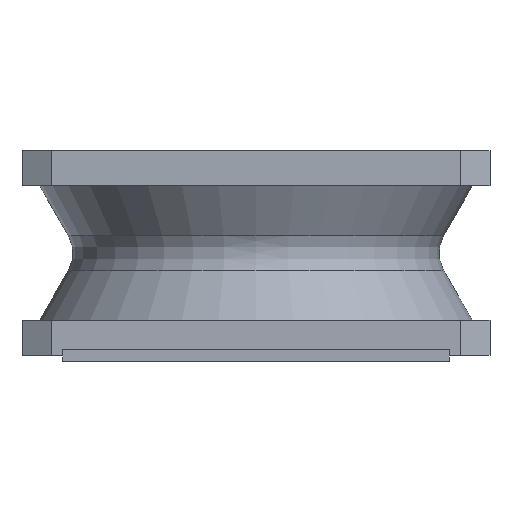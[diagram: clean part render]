
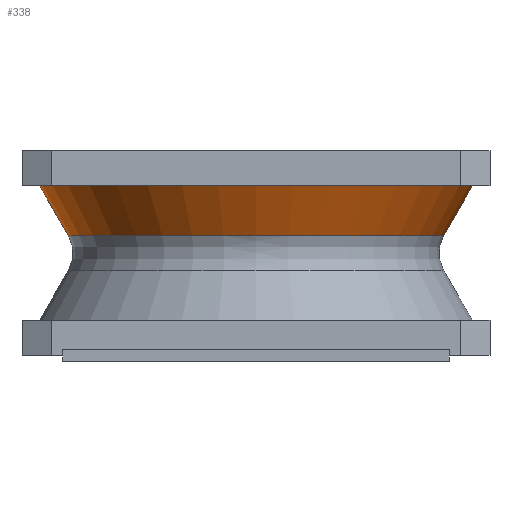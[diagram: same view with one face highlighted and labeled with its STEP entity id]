
A CAD part, front view. The second image highlights one B-rep face of the part: STEP entity #338.
In plain terms, the highlighted conical face has half-angle 30 degrees and reference radius 1.605 mm.
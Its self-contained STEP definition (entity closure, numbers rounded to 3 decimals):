
#338 = ADVANCED_FACE( '', ( #723, #724 ), #725, .T. );
#723 = FACE_OUTER_BOUND( '', #1195, .T. );
#724 = FACE_BOUND( '', #1196, .T. );
#725 = CONICAL_SURFACE( '', #1197, 1.605, 0.524 );
#1195 = EDGE_LOOP( '', ( #2009 ) );
#1196 = EDGE_LOOP( '', ( #2010 ) );
#1197 = AXIS2_PLACEMENT_3D( '', #2011, #2012, #2013 );
#2009 = ORIENTED_EDGE( '', *, *, #3122, .T. );
#2010 = ORIENTED_EDGE( '', *, *, #3159, .F. );
#2011 = CARTESIAN_POINT( '', ( 0., 0., 0.725 ) );
#2012 = DIRECTION( '', ( 0., 0., 1. ) );
#2013 = DIRECTION( '', ( 1., 0., 0. ) );
#3122 = EDGE_CURVE( '', #3701, #3701, #3702, .T. );
#3159 = EDGE_CURVE( '', #3761, #3761, #3762, .T. );
#3701 = VERTEX_POINT( '', #4619 );
#3702 = CIRCLE( '', #4620, 1.85 );
#3761 = VERTEX_POINT( '', #4712 );
#3762 = CIRCLE( '', #4713, 1.605 );
#4619 = CARTESIAN_POINT( '', ( -1.85, 0., 1.15 ) );
#4620 = AXIS2_PLACEMENT_3D( '', #5969, #5970, #5971 );
#4712 = CARTESIAN_POINT( '', ( -1.605, 0., 0.725 ) );
#4713 = AXIS2_PLACEMENT_3D( '', #5997, #5998, #5999 );
#5969 = CARTESIAN_POINT( '', ( 0., 0., 1.15 ) );
#5970 = DIRECTION( '', ( 0., 0., -1. ) );
#5971 = DIRECTION( '', ( -1., 0., 0. ) );
#5997 = CARTESIAN_POINT( '', ( 0., 0., 0.725 ) );
#5998 = DIRECTION( '', ( 0., 0., -1. ) );
#5999 = DIRECTION( '', ( -1., 0., 0. ) );
